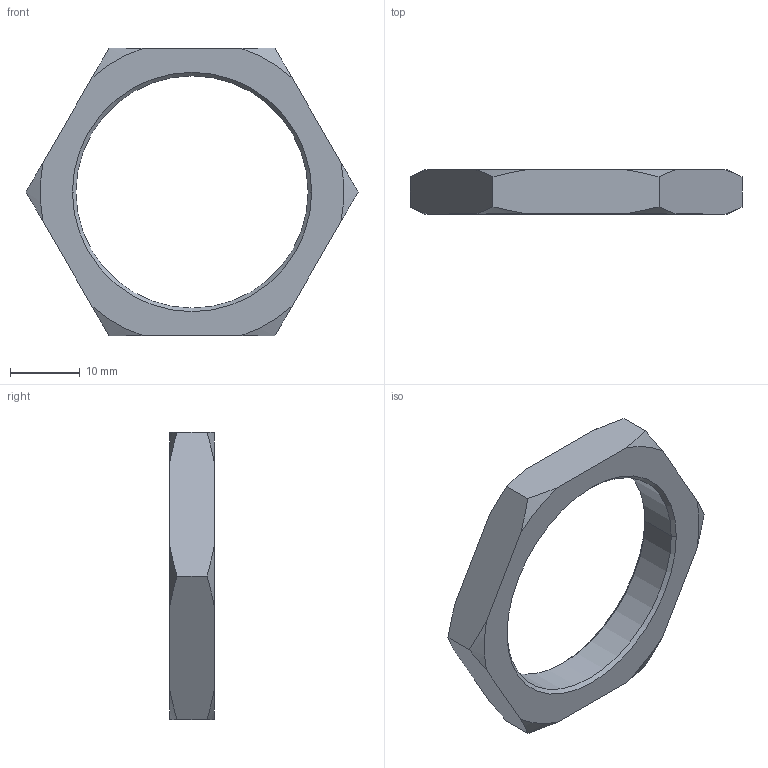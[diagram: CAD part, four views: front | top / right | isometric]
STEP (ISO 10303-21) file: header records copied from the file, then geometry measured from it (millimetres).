
FILE_DESCRIPTION((''),'2;1');
FILE_NAME('MNUT-0349-BA','2022-10-28T08:33:08',('DLachman'),('MATHESON TRI-GAS'),'CREO PARAMETRIC BY PTC INC, 2018260','CREO PARAMETRIC BY PTC INC, 2018260','');
FILE_SCHEMA(('CONFIG_CONTROL_DESIGN'));
Length unit declared in the file: inch
Products named in the file (1): MNUT-0349-BA
Bounding box: 47.66 x 6.35 x 41.28 mm (x, y, z)
Volume: 3767.1 mm3; surface area: 2672.3 mm2
Topology: 1 solids, 1 shells, 26 faces, 68 edges, 44 vertices
Faces by surface type: cone 16, plane 8, cylinder 2
Entity records: 890 total; most frequent: CARTESIAN_POINT 232, ORIENTED_EDGE 136, DIRECTION 116, EDGE_CURVE 68, AXIS2_PLACEMENT_3D 46, VERTEX_POINT 44, EDGE_LOOP 28, FACE_OUTER_BOUND 26
